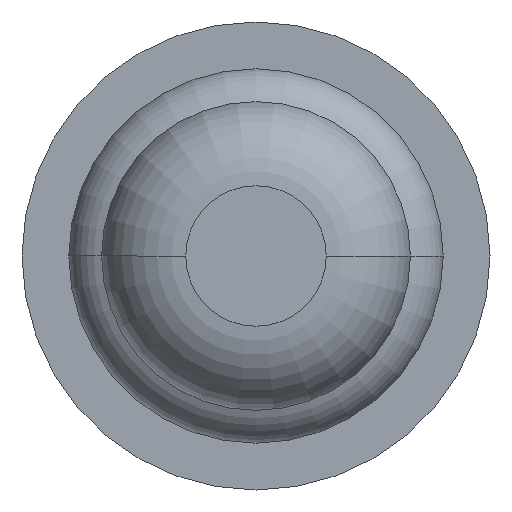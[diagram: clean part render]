
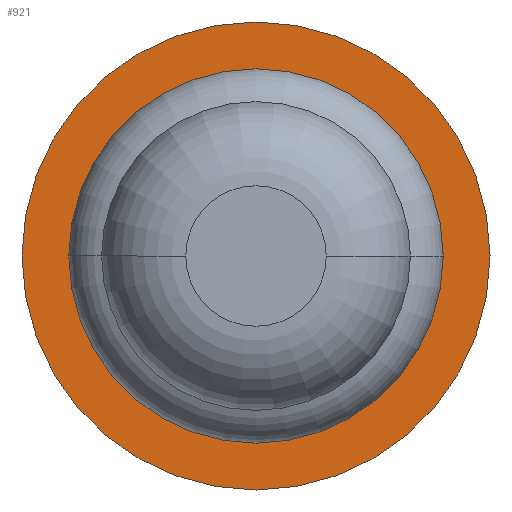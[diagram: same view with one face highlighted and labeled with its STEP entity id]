
A CAD part, front view. The second image highlights one B-rep face of the part: STEP entity #921.
In plain terms, the highlighted planar face has unit normal (0, -1, 0).
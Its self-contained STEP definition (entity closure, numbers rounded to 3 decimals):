
#98 = DIRECTION ( 'NONE',  ( 0., 1., 0. ) ) ;
#103 = CIRCLE ( 'NONE', #1513, 1.25 ) ;
#170 = DIRECTION ( 'NONE',  ( 0., 1., 0. ) ) ;
#242 = CARTESIAN_POINT ( 'NONE',  ( 0., 5., 1.25 ) ) ;
#302 = CARTESIAN_POINT ( 'NONE',  ( 1.25, 5., 0. ) ) ;
#378 = CARTESIAN_POINT ( 'NONE',  ( 0., 5., 0. ) ) ;
#629 = CARTESIAN_POINT ( 'NONE',  ( 0., 5., 0.64 ) ) ;
#921 = ADVANCED_FACE ( 'Defeature ausgef�hrt1_13', ( #1356, #4093 ), #3826, .F. ) ;
#945 = AXIS2_PLACEMENT_3D ( 'NONE', #378, #1839, #3928 ) ;
#1000 = EDGE_LOOP ( 'NONE', ( #3392, #4486 ) ) ;
#1356 = FACE_OUTER_BOUND ( 'NONE', #3897, .T. ) ;
#1378 = DIRECTION ( 'NONE',  ( 0., 0., 1. ) ) ;
#1395 = VERTEX_POINT ( 'NONE', #242 ) ;
#1419 = AXIS2_PLACEMENT_3D ( 'NONE', #2218, #98, #2561 ) ;
#1441 = VERTEX_POINT ( 'NONE', #4525 ) ;
#1513 = AXIS2_PLACEMENT_3D ( 'NONE', #3314, #1933, #1552 ) ;
#1552 = DIRECTION ( 'NONE',  ( 0., 0., 1. ) ) ;
#1572 = DIRECTION ( 'NONE',  ( 0., 0., 1. ) ) ;
#1586 = EDGE_CURVE ( 'Defeature ausgef�hrt1_13+Defeature ausgef�hrt1_10+Defeature ausgef�hrt1_10+Defeature ausgef�hrt1_10', #1932, #1441, #2563, .T. ) ;
#1618 = EDGE_CURVE ( 'Defeature ausgef�hrt1_12+Defeature ausgef�hrt1_13+Defeature ausgef�hrt1_13+Defeature ausgef�hrt1_13', #2488, #1395, #3163, .T. ) ;
#1839 = DIRECTION ( 'NONE',  ( 0., 1., 0. ) ) ;
#1932 = VERTEX_POINT ( 'NONE', #629 ) ;
#1933 = DIRECTION ( 'NONE',  ( 0., 1., 0. ) ) ;
#1966 = ORIENTED_EDGE ( 'NONE', *, *, #4239, .F. ) ;
#2218 = CARTESIAN_POINT ( 'NONE',  ( 0., 5., 0. ) ) ;
#2293 = AXIS2_PLACEMENT_3D ( 'NONE', #302, #2777, #1378 ) ;
#2295 = EDGE_CURVE ( 'Defeature ausgef�hrt1_13+Defeature ausgef�hrt1_10+Defeature ausgef�hrt1_10+Defeature ausgef�hrt1_10', #1441, #1932, #4483, .T. ) ;
#2488 = VERTEX_POINT ( 'NONE', #4193 ) ;
#2561 = DIRECTION ( 'NONE',  ( 0., 0., 1. ) ) ;
#2563 = CIRCLE ( 'NONE', #945, 0.64 ) ;
#2777 = DIRECTION ( 'NONE',  ( 0., 1., 0. ) ) ;
#3163 = CIRCLE ( 'NONE', #1419, 1.25 ) ;
#3288 = CARTESIAN_POINT ( 'NONE',  ( 0., 5., 0. ) ) ;
#3314 = CARTESIAN_POINT ( 'NONE',  ( 0., 5., 0. ) ) ;
#3381 = ORIENTED_EDGE ( 'NONE', *, *, #1618, .F. ) ;
#3392 = ORIENTED_EDGE ( 'NONE', *, *, #1586, .T. ) ;
#3826 = PLANE ( 'NONE',  #2293 ) ;
#3897 = EDGE_LOOP ( 'NONE', ( #1966, #3381 ) ) ;
#3928 = DIRECTION ( 'NONE',  ( 0., 0., 1. ) ) ;
#4093 = FACE_BOUND ( 'NONE', #1000, .T. ) ;
#4143 = AXIS2_PLACEMENT_3D ( 'NONE', #3288, #170, #1572 ) ;
#4193 = CARTESIAN_POINT ( 'NONE',  ( 0., 5., -1.25 ) ) ;
#4239 = EDGE_CURVE ( 'Defeature ausgef�hrt1_12+Defeature ausgef�hrt1_13+Defeature ausgef�hrt1_13+Defeature ausgef�hrt1_13', #1395, #2488, #103, .T. ) ;
#4483 = CIRCLE ( 'NONE', #4143, 0.64 ) ;
#4486 = ORIENTED_EDGE ( 'NONE', *, *, #2295, .T. ) ;
#4525 = CARTESIAN_POINT ( 'NONE',  ( 0., 5., -0.64 ) ) ;
